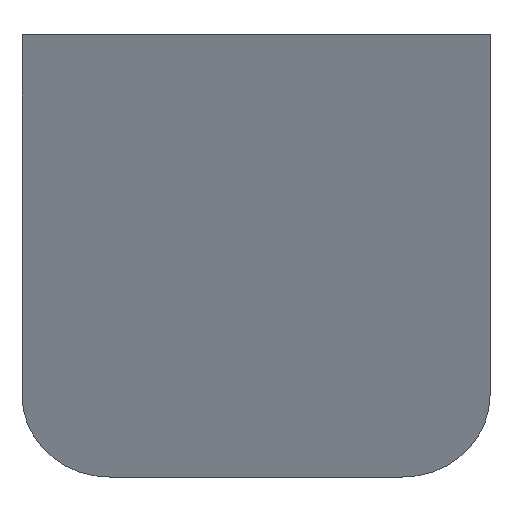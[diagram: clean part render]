
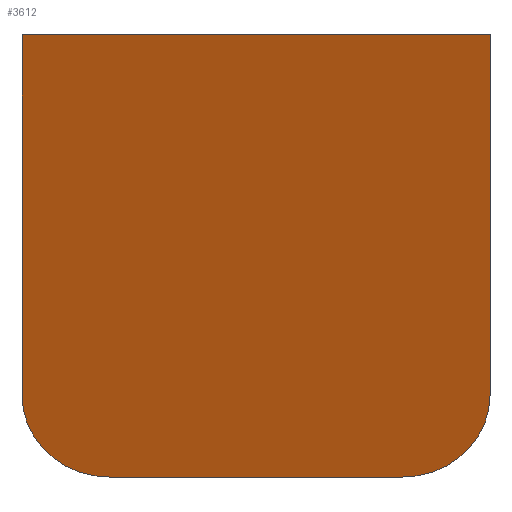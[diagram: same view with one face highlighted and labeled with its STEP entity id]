
A CAD part, front view. The second image highlights one B-rep face of the part: STEP entity #3612.
In plain terms, the highlighted planar face has unit normal (0, -0.94, -0.342).
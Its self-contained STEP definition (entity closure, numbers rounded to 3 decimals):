
#206=PLANE('',#3818);
#382=FACE_OUTER_BOUND('',#566,.T.);
#566=EDGE_LOOP('',(#2579,#2580,#2581,#2582,#2583,#2584));
#915=CIRCLE('',#3808,10.);
#919=CIRCLE('',#3815,10.);
#1175=LINE('',#5428,#1427);
#1181=LINE('',#5447,#1433);
#1185=LINE('',#5456,#1437);
#1186=LINE('',#5457,#1438);
#1427=VECTOR('',#4275,10.);
#1433=VECTOR('',#4293,10.);
#1437=VECTOR('',#4301,10.);
#1438=VECTOR('',#4302,10.);
#1679=VERTEX_POINT('',#5411);
#1680=VERTEX_POINT('',#5412);
#1686=VERTEX_POINT('',#5426);
#1691=VERTEX_POINT('',#5440);
#1692=VERTEX_POINT('',#5442);
#1693=VERTEX_POINT('',#5446);
#2023=EDGE_CURVE('',#1679,#1680,#915,.T.);
#2031=EDGE_CURVE('',#1679,#1686,#1175,.T.);
#2038=EDGE_CURVE('',#1691,#1692,#919,.T.);
#2040=EDGE_CURVE('',#1693,#1692,#1181,.T.);
#2045=EDGE_CURVE('',#1686,#1693,#1185,.T.);
#2046=EDGE_CURVE('',#1680,#1691,#1186,.T.);
#2579=ORIENTED_EDGE('',*,*,#2023,.F.);
#2580=ORIENTED_EDGE('',*,*,#2031,.T.);
#2581=ORIENTED_EDGE('',*,*,#2045,.T.);
#2582=ORIENTED_EDGE('',*,*,#2040,.T.);
#2583=ORIENTED_EDGE('',*,*,#2038,.F.);
#2584=ORIENTED_EDGE('',*,*,#2046,.F.);
#3612=ADVANCED_FACE('',(#382),#206,.T.);
#3808=AXIS2_PLACEMENT_3D('',#5413,#4263,#4264);
#3815=AXIS2_PLACEMENT_3D('',#5443,#4288,#4289);
#3818=AXIS2_PLACEMENT_3D('',#5455,#4299,#4300);
#4263=DIRECTION('center_axis',(0.,0.94,0.342));
#4264=DIRECTION('ref_axis',(0.707,0.242,-0.664));
#4275=DIRECTION('',(0.,-0.342,0.94));
#4288=DIRECTION('center_axis',(0.,0.94,0.342));
#4289=DIRECTION('ref_axis',(-0.707,0.242,-0.664));
#4293=DIRECTION('',(0.,0.342,-0.94));
#4299=DIRECTION('center_axis',(0.,-0.94,-0.342));
#4300=DIRECTION('ref_axis',(0.,-0.342,0.94));
#4301=DIRECTION('',(-1.,0.,0.));
#4302=DIRECTION('',(-1.,0.,0.));
#5411=CARTESIAN_POINT('',(0.,1.901,-41.346));
#5412=CARTESIAN_POINT('',(-10.,5.321,-50.743));
#5413=CARTESIAN_POINT('Origin',(-10.,1.901,-41.346));
#5426=CARTESIAN_POINT('',(0.,-13.148,0.));
#5428=CARTESIAN_POINT('',(0.,5.321,-50.743));
#5440=CARTESIAN_POINT('',(-43.72,5.321,-50.743));
#5442=CARTESIAN_POINT('',(-53.72,1.901,-41.346));
#5443=CARTESIAN_POINT('Origin',(-43.72,1.901,-41.346));
#5446=CARTESIAN_POINT('',(-53.72,-13.148,0.));
#5447=CARTESIAN_POINT('',(-53.72,0.841,-38.435));
#5455=CARTESIAN_POINT('Origin',(0.,5.321,-50.743));
#5456=CARTESIAN_POINT('',(0.,-13.148,0.));
#5457=CARTESIAN_POINT('',(0.,5.321,-50.743));
